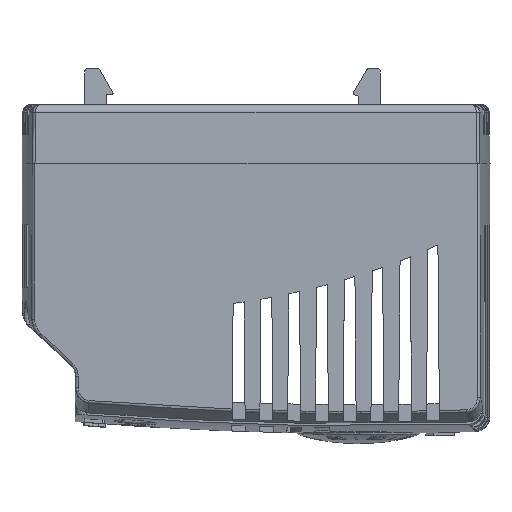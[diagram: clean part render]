
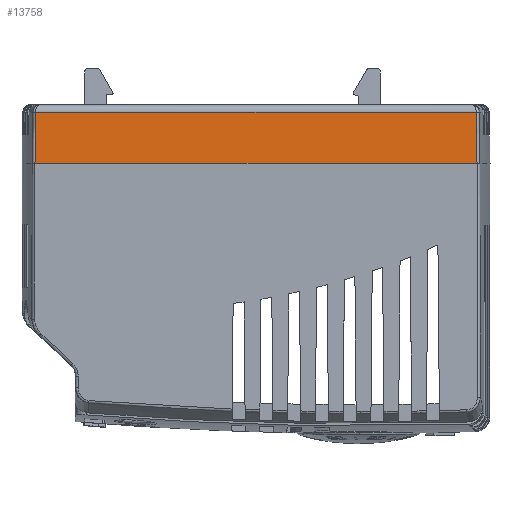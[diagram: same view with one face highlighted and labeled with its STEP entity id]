
A CAD part, left-side view. The second image highlights one B-rep face of the part: STEP entity #13758.
In plain terms, the highlighted planar face has unit normal (-1, 0, 0.018).
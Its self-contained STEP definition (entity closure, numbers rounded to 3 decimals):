
#986 = DIRECTION ( 'NONE',  ( -1., 0., 0.017 ) ) ;
#1368 = VECTOR ( 'NONE', #11452, 1000. ) ;
#3429 = DIRECTION ( 'NONE',  ( 0., -1., 0. ) ) ;
#6700 = CARTESIAN_POINT ( 'NONE',  ( -18.5, 29.848, 0. ) ) ;
#8102 = CARTESIAN_POINT ( 'NONE',  ( -18.378, 29.4, 7.017 ) ) ;
#9449 = CARTESIAN_POINT ( 'NONE',  ( -18.5, -31.006, 0. ) ) ;
#10326 = EDGE_LOOP ( 'NONE', ( #45839, #57427, #62617, #22743 ) ) ;
#11452 = DIRECTION ( 'NONE',  ( -0.017, 0.015, -1. ) ) ;
#13758 = ADVANCED_FACE ( 'NONE', ( #51846 ), #47153, .T. ) ;
#18627 = VERTEX_POINT ( 'NONE', #35777 ) ;
#18875 = DIRECTION ( 'NONE',  ( 0., -1., 0. ) ) ;
#22743 = ORIENTED_EDGE ( 'NONE', *, *, #27800, .T. ) ;
#23909 = CARTESIAN_POINT ( 'NONE',  ( -18.378, -88.717, 7.017 ) ) ;
#25078 = VERTEX_POINT ( 'NONE', #60508 ) ;
#27280 = CARTESIAN_POINT ( 'NONE',  ( -18.378, 29.4, 7.017 ) ) ;
#27800 = EDGE_CURVE ( 'NONE', #43752, #18627, #57617, .T. ) ;
#33265 = VERTEX_POINT ( 'NONE', #34932 ) ;
#34416 = LINE ( 'NONE', #44902, #56813 ) ;
#34932 = CARTESIAN_POINT ( 'NONE',  ( -18.5, -31.005, 0. ) ) ;
#35777 = CARTESIAN_POINT ( 'NONE',  ( -18.5, 29.505, 0. ) ) ;
#43752 = VERTEX_POINT ( 'NONE', #8102 ) ;
#44902 = CARTESIAN_POINT ( 'NONE',  ( -18.5, 87.217, 0. ) ) ;
#45839 = ORIENTED_EDGE ( 'NONE', *, *, #55846, .T. ) ;
#46699 = EDGE_CURVE ( 'NONE', #43752, #25078, #66028, .T. ) ;
#47153 = PLANE ( 'NONE',  #54640 ) ;
#51846 = FACE_OUTER_BOUND ( 'NONE', #10326, .T. ) ;
#54640 = AXIS2_PLACEMENT_3D ( 'NONE', #6700, #986, #57236 ) ;
#55846 = EDGE_CURVE ( 'NONE', #18627, #33265, #34416, .T. ) ;
#56813 = VECTOR ( 'NONE', #3429, 1000. ) ;
#57236 = DIRECTION ( 'NONE',  ( 0., 1., 0. ) ) ;
#57427 = ORIENTED_EDGE ( 'NONE', *, *, #57629, .T. ) ;
#57617 = LINE ( 'NONE', #27280, #1368 ) ;
#57629 = EDGE_CURVE ( 'NONE', #33265, #25078, #65706, .T. ) ;
#60508 = CARTESIAN_POINT ( 'NONE',  ( -18.378, -30.9, 7.017 ) ) ;
#61954 = DIRECTION ( 'NONE',  ( 0.017, 0.015, 1. ) ) ;
#62617 = ORIENTED_EDGE ( 'NONE', *, *, #46699, .F. ) ;
#62670 = VECTOR ( 'NONE', #18875, 1000. ) ;
#65706 = LINE ( 'NONE', #9449, #66543 ) ;
#66028 = LINE ( 'NONE', #23909, #62670 ) ;
#66543 = VECTOR ( 'NONE', #61954, 1000. ) ;
